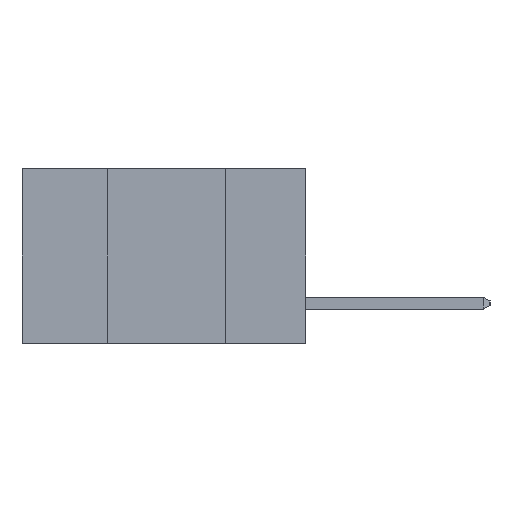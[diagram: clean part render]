
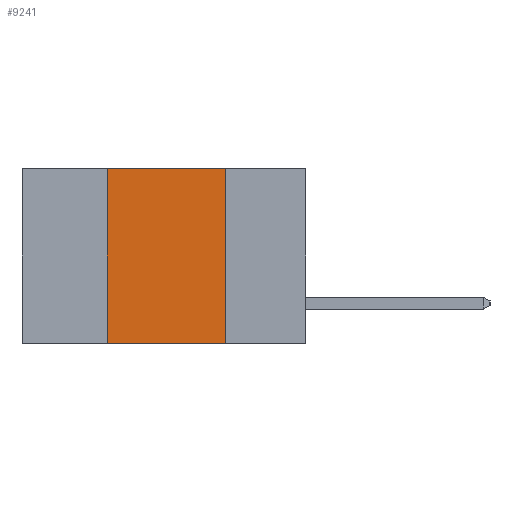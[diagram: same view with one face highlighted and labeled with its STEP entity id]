
A CAD part, left-side view. The second image highlights one B-rep face of the part: STEP entity #9241.
In plain terms, the highlighted planar face has unit normal (-1, 0, 0).
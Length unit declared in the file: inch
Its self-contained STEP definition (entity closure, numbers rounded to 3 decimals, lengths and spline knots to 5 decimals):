
#167 = CARTESIAN_POINT ( 'NONE',  ( 0., 0.42, -0.37 ) ) ;
#2354 = VECTOR ( 'NONE', #14570, 39.37008 ) ;
#3118 = EDGE_LOOP ( 'NONE', ( #9544, #9582, #9635, #9654 ) ) ;
#3775 = CARTESIAN_POINT ( 'NONE',  ( 0., 0.6, 0. ) ) ;
#4772 = CARTESIAN_POINT ( 'NONE',  ( 0., 0.17, -0.37 ) ) ;
#5249 = DIRECTION ( 'NONE',  ( 0., -1., 0. ) ) ;
#7350 = CARTESIAN_POINT ( 'NONE',  ( 0., 0.17, -0.37 ) ) ;
#7530 = VERTEX_POINT ( 'NONE', #7789 ) ;
#7789 = CARTESIAN_POINT ( 'NONE',  ( 0., 0.42, 0. ) ) ;
#8704 = LINE ( 'NONE', #3775, #14967 ) ;
#9194 = VECTOR ( 'NONE', #10535, 39.37008 ) ;
#9241 = ADVANCED_FACE ( 'NONE', ( #16708 ), #11751, .F. ) ;
#9526 = CARTESIAN_POINT ( 'NONE',  ( 0., 0.17, 0. ) ) ;
#9544 = ORIENTED_EDGE ( 'NONE', *, *, #16818, .F. ) ;
#9582 = ORIENTED_EDGE ( 'NONE', *, *, #15898, .F. ) ;
#9635 = ORIENTED_EDGE ( 'NONE', *, *, #14963, .F. ) ;
#9654 = ORIENTED_EDGE ( 'NONE', *, *, #12144, .T. ) ;
#9708 = VERTEX_POINT ( 'NONE', #9526 ) ;
#10202 = LINE ( 'NONE', #14696, #2354 ) ;
#10346 = DIRECTION ( 'NONE',  ( 0., 0., -1. ) ) ;
#10535 = DIRECTION ( 'NONE',  ( 0., 0., 1. ) ) ;
#11477 = AXIS2_PLACEMENT_3D ( 'NONE', #11728, #11708, #11602 ) ;
#11602 = DIRECTION ( 'NONE',  ( 0., 0., -1. ) ) ;
#11708 = DIRECTION ( 'NONE',  ( 1., 0., 0. ) ) ;
#11728 = CARTESIAN_POINT ( 'NONE',  ( 0., 0.6, 0. ) ) ;
#11737 = LINE ( 'NONE', #7350, #18561 ) ;
#11751 = PLANE ( 'NONE',  #11477 ) ;
#12144 = EDGE_CURVE ( 'NONE', #17505, #15023, #10202, .T. ) ;
#14570 = DIRECTION ( 'NONE',  ( 0., -1., 0. ) ) ;
#14696 = CARTESIAN_POINT ( 'NONE',  ( 0., 0.6, -0.37 ) ) ;
#14963 = EDGE_CURVE ( 'NONE', #17505, #7530, #16310, .T. ) ;
#14967 = VECTOR ( 'NONE', #5249, 39.37008 ) ;
#15023 = VERTEX_POINT ( 'NONE', #4772 ) ;
#15898 = EDGE_CURVE ( 'NONE', #7530, #9708, #8704, .T. ) ;
#16310 = LINE ( 'NONE', #167, #9194 ) ;
#16708 = FACE_OUTER_BOUND ( 'NONE', #3118, .T. ) ;
#16818 = EDGE_CURVE ( 'NONE', #9708, #15023, #11737, .T. ) ;
#17505 = VERTEX_POINT ( 'NONE', #18182 ) ;
#18182 = CARTESIAN_POINT ( 'NONE',  ( 0., 0.42, -0.37 ) ) ;
#18561 = VECTOR ( 'NONE', #10346, 39.37008 ) ;
